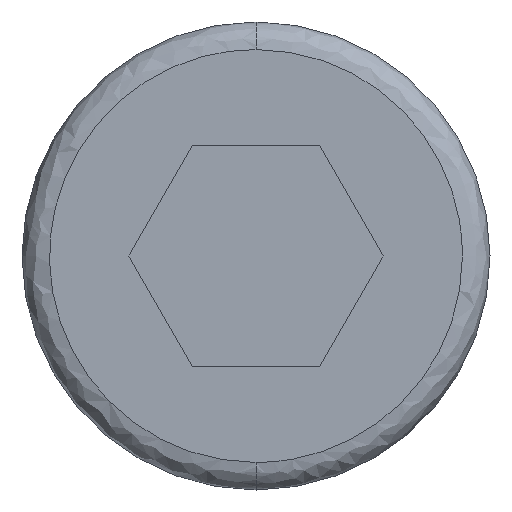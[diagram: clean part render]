
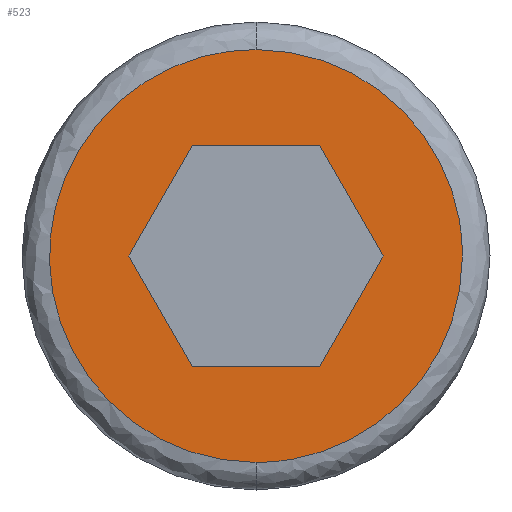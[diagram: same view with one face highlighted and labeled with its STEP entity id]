
A CAD part, front view. The second image highlights one B-rep face of the part: STEP entity #523.
In plain terms, the highlighted planar face has unit normal (0, -1, 0).
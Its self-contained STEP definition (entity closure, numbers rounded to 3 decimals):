
#1 = CARTESIAN_POINT ( 'NONE',  ( -1.155, -5., -2. ) ) ;
#6 = ORIENTED_EDGE ( 'NONE', *, *, #738, .T. ) ;
#9 = EDGE_CURVE ( 'NONE', #414, #44, #124, .T. ) ;
#15 = VERTEX_POINT ( 'NONE', #469 ) ;
#19 = EDGE_CURVE ( 'NONE', #44, #116, #392, .T. ) ;
#43 = EDGE_LOOP ( 'NONE', ( #6, #181, #727, #209, #743, #113 ) ) ;
#44 = VERTEX_POINT ( 'NONE', #107 ) ;
#79 = LINE ( 'NONE', #242, #122 ) ;
#86 = CARTESIAN_POINT ( 'NONE',  ( 2.197, -5., 3.75 ) ) ;
#89 = CARTESIAN_POINT ( 'NONE',  ( 0., -5., -3.75 ) ) ;
#102 = CARTESIAN_POINT ( 'NONE',  ( -3.75, -5., 2.197 ) ) ;
#104 = DIRECTION ( 'NONE',  ( -0.5, 0., -0.866 ) ) ;
#107 = CARTESIAN_POINT ( 'NONE',  ( 1.155, -5., -2. ) ) ;
#108 = EDGE_CURVE ( 'NONE', #116, #519, #464, .T. ) ;
#113 = ORIENTED_EDGE ( 'NONE', *, *, #697, .T. ) ;
#116 = VERTEX_POINT ( 'NONE', #473 ) ;
#122 = VECTOR ( 'NONE', #484, 1000. ) ;
#124 = LINE ( 'NONE', #635, #142 ) ;
#142 = VECTOR ( 'NONE', #104, 1000. ) ;
#156 = CARTESIAN_POINT ( 'NONE',  ( 0., -5., 3.75 ) ) ;
#158 = CARTESIAN_POINT ( 'NONE',  ( 0., -5., -3.75 ) ) ;
#167 = CARTESIAN_POINT ( 'NONE',  ( -2.197, -5., 3.75 ) ) ;
#181 = ORIENTED_EDGE ( 'NONE', *, *, #9, .T. ) ;
#200 = LINE ( 'NONE', #761, #400 ) ;
#209 = ORIENTED_EDGE ( 'NONE', *, *, #108, .T. ) ;
#217 = CARTESIAN_POINT ( 'NONE',  ( 3.75, -5., 2.197 ) ) ;
#234 = EDGE_CURVE ( 'NONE', #300, #454, #647, .T. ) ;
#242 = CARTESIAN_POINT ( 'NONE',  ( 0., -5., 2. ) ) ;
#264 = CARTESIAN_POINT ( 'NONE',  ( 3.75, -5., 0. ) ) ;
#271 = CARTESIAN_POINT ( 'NONE',  ( 2.309, -5., 0. ) ) ;
#294 = DIRECTION ( 'NONE',  ( 0.5, 0., 0.866 ) ) ;
#295 = DIRECTION ( 'NONE',  ( -0.5, 0., 0.866 ) ) ;
#300 = VERTEX_POINT ( 'NONE', #264 ) ;
#302 = ORIENTED_EDGE ( 'NONE', *, *, #412, .F. ) ;
#304 =( BOUNDED_CURVE ( )  B_SPLINE_CURVE ( 3, ( #156, #86, #217, #565 ),
 .UNSPECIFIED., .F., .T. ) 
 B_SPLINE_CURVE_WITH_KNOTS ( ( 4, 4 ),
 ( 0., 1. ),
 .UNSPECIFIED. ) 
 CURVE ( )  GEOMETRIC_REPRESENTATION_ITEM ( )  RATIONAL_B_SPLINE_CURVE ( ( 1., 0.805, 0.805, 1. ) ) 
 REPRESENTATION_ITEM ( '' )  );
#310 = VECTOR ( 'NONE', #722, 1000. ) ;
#333 = ORIENTED_EDGE ( 'NONE', *, *, #544, .F. ) ;
#353 = DIRECTION ( 'NONE',  ( -1., 0., 0. ) ) ;
#354 = AXIS2_PLACEMENT_3D ( 'NONE', #692, #642, #756 ) ;
#356 = FACE_OUTER_BOUND ( 'NONE', #598, .T. ) ;
#362 = CARTESIAN_POINT ( 'NONE',  ( 1.155, -5., 2. ) ) ;
#392 = LINE ( 'NONE', #522, #431 ) ;
#396 = PLANE ( 'NONE',  #354 ) ;
#400 = VECTOR ( 'NONE', #294, 1000. ) ;
#412 = EDGE_CURVE ( 'NONE', #559, #300, #304, .T. ) ;
#414 = VERTEX_POINT ( 'NONE', #271 ) ;
#416 = CARTESIAN_POINT ( 'NONE',  ( -3.75, -5., 0. ) ) ;
#431 = VECTOR ( 'NONE', #353, 1000. ) ;
#454 = VERTEX_POINT ( 'NONE', #89 ) ;
#464 = LINE ( 'NONE', #1, #607 ) ;
#468 = CARTESIAN_POINT ( 'NONE',  ( -3.75, -5., -2.197 ) ) ;
#469 = CARTESIAN_POINT ( 'NONE',  ( 1.155, -5., 2. ) ) ;
#473 = CARTESIAN_POINT ( 'NONE',  ( -1.155, -5., -2. ) ) ;
#484 = DIRECTION ( 'NONE',  ( 1., 0., 0. ) ) ;
#485 = LINE ( 'NONE', #362, #310 ) ;
#494 = CARTESIAN_POINT ( 'NONE',  ( 0., -5., -3.75 ) ) ;
#514 =( BOUNDED_CURVE ( )  B_SPLINE_CURVE ( 3, ( #158, #589, #468, #416, #102, #167, #698 ),
 .UNSPECIFIED., .F., .T. ) 
 B_SPLINE_CURVE_WITH_KNOTS ( ( 4, 3, 4 ),
 ( 0.333, 0.667, 1. ),
 .UNSPECIFIED. ) 
 CURVE ( )  GEOMETRIC_REPRESENTATION_ITEM ( )  RATIONAL_B_SPLINE_CURVE ( ( 1., 0.805, 0.805, 1., 0.805, 0.805, 1. ) ) 
 REPRESENTATION_ITEM ( '' )  );
#519 = VERTEX_POINT ( 'NONE', #746 ) ;
#522 = CARTESIAN_POINT ( 'NONE',  ( 0., -5., -2. ) ) ;
#523 = ADVANCED_FACE ( 'NONE', ( #689, #356 ), #396, .T. ) ;
#544 = EDGE_CURVE ( 'NONE', #454, #559, #514, .T. ) ;
#554 = CARTESIAN_POINT ( 'NONE',  ( 3.75, -5., 0. ) ) ;
#559 = VERTEX_POINT ( 'NONE', #708 ) ;
#565 = CARTESIAN_POINT ( 'NONE',  ( 3.75, -5., 0. ) ) ;
#569 = EDGE_CURVE ( 'NONE', #519, #707, #200, .T. ) ;
#589 = CARTESIAN_POINT ( 'NONE',  ( -2.197, -5., -3.75 ) ) ;
#597 = ORIENTED_EDGE ( 'NONE', *, *, #234, .F. ) ;
#598 = EDGE_LOOP ( 'NONE', ( #302, #333, #597 ) ) ;
#607 = VECTOR ( 'NONE', #295, 1000. ) ;
#615 = CARTESIAN_POINT ( 'NONE',  ( 2.197, -5., -3.75 ) ) ;
#620 = CARTESIAN_POINT ( 'NONE',  ( 3.75, -5., -2.197 ) ) ;
#635 = CARTESIAN_POINT ( 'NONE',  ( 2.309, -5., 0. ) ) ;
#642 = DIRECTION ( 'NONE',  ( 0., -1., 0. ) ) ;
#647 =( BOUNDED_CURVE ( )  B_SPLINE_CURVE ( 3, ( #554, #620, #615, #494 ),
 .UNSPECIFIED., .F., .F. ) 
 B_SPLINE_CURVE_WITH_KNOTS ( ( 4, 4 ),
 ( 0., 0.333 ),
 .UNSPECIFIED. ) 
 CURVE ( )  GEOMETRIC_REPRESENTATION_ITEM ( )  RATIONAL_B_SPLINE_CURVE ( ( 1., 0.805, 0.805, 1. ) ) 
 REPRESENTATION_ITEM ( '' )  );
#689 = FACE_BOUND ( 'NONE', #43, .T. ) ;
#692 = CARTESIAN_POINT ( 'NONE',  ( 0., -5., 0. ) ) ;
#697 = EDGE_CURVE ( 'NONE', #707, #15, #79, .T. ) ;
#698 = CARTESIAN_POINT ( 'NONE',  ( 0., -5., 3.75 ) ) ;
#707 = VERTEX_POINT ( 'NONE', #711 ) ;
#708 = CARTESIAN_POINT ( 'NONE',  ( 0., -5., 3.75 ) ) ;
#711 = CARTESIAN_POINT ( 'NONE',  ( -1.155, -5., 2. ) ) ;
#722 = DIRECTION ( 'NONE',  ( 0.5, 0., -0.866 ) ) ;
#727 = ORIENTED_EDGE ( 'NONE', *, *, #19, .T. ) ;
#738 = EDGE_CURVE ( 'NONE', #15, #414, #485, .T. ) ;
#743 = ORIENTED_EDGE ( 'NONE', *, *, #569, .T. ) ;
#746 = CARTESIAN_POINT ( 'NONE',  ( -2.309, -5., 0. ) ) ;
#756 = DIRECTION ( 'NONE',  ( 0., 0., -1. ) ) ;
#761 = CARTESIAN_POINT ( 'NONE',  ( -2.309, -5., 0. ) ) ;
